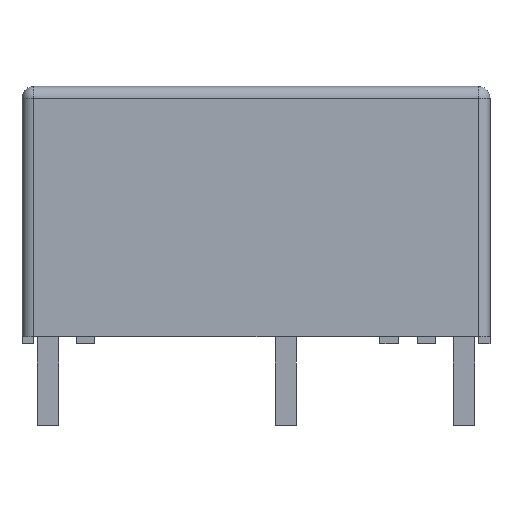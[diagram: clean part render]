
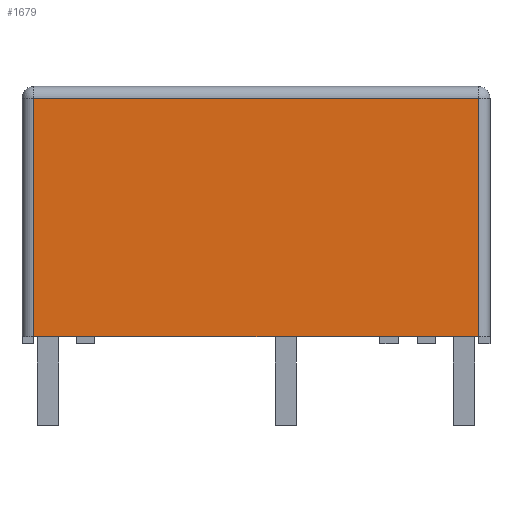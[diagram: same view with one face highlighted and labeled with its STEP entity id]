
A CAD part, front view. The second image highlights one B-rep face of the part: STEP entity #1679.
In plain terms, the highlighted planar face has unit normal (0, -1, 0).
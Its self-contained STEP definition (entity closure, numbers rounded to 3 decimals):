
#95=FACE_OUTER_BOUND('',#208,.T.);
#208=EDGE_LOOP('',(#1169,#1170,#1171,#1172));
#318=LINE('',#2431,#530);
#321=LINE('',#2456,#533);
#324=LINE('',#2460,#536);
#333=LINE('',#2484,#545);
#530=VECTOR('',#1958,10.2);
#533=VECTOR('',#1985,10.2);
#536=VECTOR('',#1990,19.);
#545=VECTOR('',#2019,19.);
#737=VERTEX_POINT('',#2420);
#740=VERTEX_POINT('',#2427);
#749=VERTEX_POINT('',#2449);
#751=VERTEX_POINT('',#2454);
#894=EDGE_CURVE('',#737,#740,#318,.T.);
#905=EDGE_CURVE('',#751,#749,#321,.T.);
#908=EDGE_CURVE('',#749,#737,#324,.T.);
#921=EDGE_CURVE('',#740,#751,#333,.T.);
#1169=ORIENTED_EDGE('',*,*,#894,.F.);
#1170=ORIENTED_EDGE('',*,*,#908,.F.);
#1171=ORIENTED_EDGE('',*,*,#905,.F.);
#1172=ORIENTED_EDGE('',*,*,#921,.F.);
#1566=PLANE('',#1825);
#1679=ADVANCED_FACE('',(#95),#1566,.T.);
#1825=AXIS2_PLACEMENT_3D('',#2483,#2017,#2018);
#1958=DIRECTION('',(0.,0.,-1.));
#1985=DIRECTION('',(0.,0.,1.));
#1990=DIRECTION('',(1.,0.,0.));
#2017=DIRECTION('center_axis',(0.,-1.,0.));
#2018=DIRECTION('ref_axis',(1.,0.,0.));
#2019=DIRECTION('',(-1.,0.,0.));
#2420=CARTESIAN_POINT('',(9.5,-5.5,10.5));
#2427=CARTESIAN_POINT('',(9.5,-5.5,0.3));
#2431=CARTESIAN_POINT('',(9.5,-5.5,0.3));
#2449=CARTESIAN_POINT('',(-9.5,-5.5,10.5));
#2454=CARTESIAN_POINT('',(-9.5,-5.5,0.3));
#2456=CARTESIAN_POINT('',(-9.5,-5.5,0.3));
#2460=CARTESIAN_POINT('',(-5.,-5.5,10.5));
#2483=CARTESIAN_POINT('Origin',(-10.,-5.5,0.3));
#2484=CARTESIAN_POINT('',(10.,-5.5,0.3));
